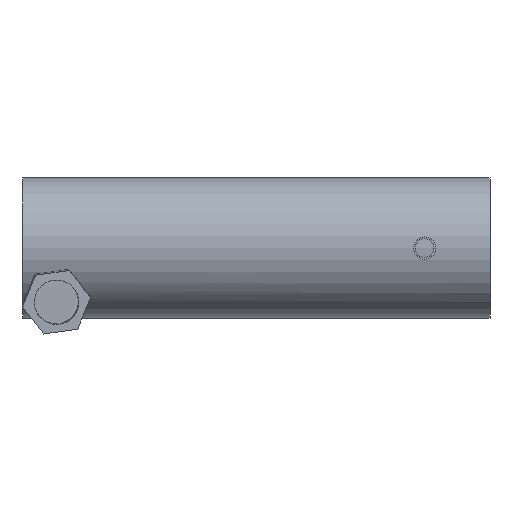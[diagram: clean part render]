
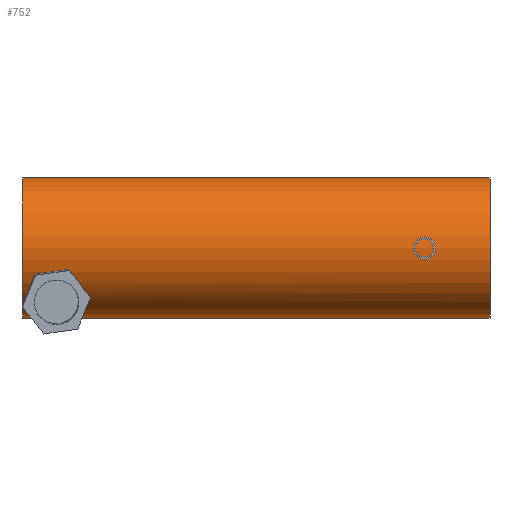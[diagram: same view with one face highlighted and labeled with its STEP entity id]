
A CAD part, front view. The second image highlights one B-rep face of the part: STEP entity #752.
In plain terms, the highlighted cylindrical face has radius 7.5 mm (diameter 15 mm), a full revolution.
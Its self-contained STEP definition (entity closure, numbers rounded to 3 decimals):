
#18=B_SPLINE_CURVE_WITH_KNOTS('',3,(#1372,#1373,#1374,#1375,#1376,#1377,
#1378,#1379,#1380,#1381,#1382),.UNSPECIFIED.,.T.,.F.,(1,1,1,1,1,1,1,1,1,
1,1,1,1,1,1),(-0.003,-0.002,-0.001,
0.,0.001,0.002,0.003,0.004,
0.005,0.006,0.007,0.007,
0.008,0.009,0.01),
 .UNSPECIFIED.);
#19=B_SPLINE_CURVE_WITH_KNOTS('',3,(#1384,#1385,#1386,#1387,#1388,#1389,
#1390,#1391,#1392,#1393,#1394,#1395,#1396,#1397,#1398,#1399,#1400,#1401,
#1402),.UNSPECIFIED.,.T.,.F.,(1,1,1,1,1,1,1,1,1,1,1,1,1,1,1,1,1,1,1,1,1,
1,1),(-0.004,-0.003,-0.001,0.,
0.001,0.003,0.004,0.005,
0.006,0.008,0.009,0.01,
0.011,0.013,0.014,0.015,
0.016,0.018,0.019,0.02,
0.021,0.023,0.024),.UNSPECIFIED.);
#140=CYLINDRICAL_SURFACE('',#938,7.5);
#276=ORIENTED_EDGE('',*,*,#357,.F.);
#277=ORIENTED_EDGE('',*,*,#358,.F.);
#278=ORIENTED_EDGE('',*,*,#359,.T.);
#279=ORIENTED_EDGE('',*,*,#355,.F.);
#355=EDGE_CURVE('',#418,#418,#465,.T.);
#357=EDGE_CURVE('',#420,#420,#18,.T.);
#358=EDGE_CURVE('',#421,#421,#19,.T.);
#359=EDGE_CURVE('',#422,#422,#467,.T.);
#418=VERTEX_POINT('',#1368);
#420=VERTEX_POINT('',#1383);
#421=VERTEX_POINT('',#1403);
#422=VERTEX_POINT('',#1405);
#465=CIRCLE('',#936,7.5);
#467=CIRCLE('',#939,7.5);
#555=EDGE_LOOP('',(#276));
#556=EDGE_LOOP('',(#277));
#557=EDGE_LOOP('',(#278));
#558=EDGE_LOOP('',(#279));
#655=FACE_BOUND('',#555,.T.);
#656=FACE_BOUND('',#556,.T.);
#657=FACE_BOUND('',#557,.T.);
#658=FACE_BOUND('',#558,.T.);
#752=ADVANCED_FACE('',(#655,#656,#657,#658),#140,.T.);
#936=AXIS2_PLACEMENT_3D('',#1367,#1168,#1169);
#938=AXIS2_PLACEMENT_3D('',#1371,#1172,#1173);
#939=AXIS2_PLACEMENT_3D('',#1404,#1174,#1175);
#1168=DIRECTION('',(1.,0.,0.));
#1169=DIRECTION('',(0.,0.,-1.));
#1172=DIRECTION('',(1.,0.,0.));
#1173=DIRECTION('',(0.,0.,-1.));
#1174=DIRECTION('',(1.,0.,0.));
#1175=DIRECTION('',(0.,0.,-1.));
#1367=CARTESIAN_POINT('',(-6.583,0.,0.));
#1368=CARTESIAN_POINT('',(-6.583,0.,-7.5));
#1371=CARTESIAN_POINT('',(0.,0.,0.));
#1372=CARTESIAN_POINT('',(-52.649,-6.447,-3.854));
#1373=CARTESIAN_POINT('',(-53.584,-6.629,-3.504));
#1374=CARTESIAN_POINT('',(-54.516,-6.447,-3.854));
#1375=CARTESIAN_POINT('',(-54.903,-5.929,-4.631));
#1376=CARTESIAN_POINT('',(-54.517,-5.299,-5.324));
#1377=CARTESIAN_POINT('',(-53.584,-5.004,-5.584));
#1378=CARTESIAN_POINT('',(-52.651,-5.298,-5.324));
#1379=CARTESIAN_POINT('',(-52.264,-5.928,-4.633));
#1380=CARTESIAN_POINT('',(-52.649,-6.447,-3.854));
#1381=CARTESIAN_POINT('',(-53.584,-6.629,-3.504));
#1382=CARTESIAN_POINT('',(-54.516,-6.447,-3.854));
#1383=CARTESIAN_POINT('',(-53.583,-6.568,-3.621));
#1384=CARTESIAN_POINT('',(-14.844,6.878,3.004));
#1385=CARTESIAN_POINT('',(-13.583,6.753,3.261));
#1386=CARTESIAN_POINT('',(-12.323,6.878,3.004));
#1387=CARTESIAN_POINT('',(-11.283,7.158,2.302));
#1388=CARTESIAN_POINT('',(-10.58,7.425,1.262));
#1389=CARTESIAN_POINT('',(-10.323,7.537,0.005));
#1390=CARTESIAN_POINT('',(-10.578,7.426,-1.259));
#1391=CARTESIAN_POINT('',(-11.283,7.158,-2.303));
#1392=CARTESIAN_POINT('',(-12.322,6.879,-3.003));
#1393=CARTESIAN_POINT('',(-13.578,6.753,-3.26));
#1394=CARTESIAN_POINT('',(-14.839,6.877,-3.006));
#1395=CARTESIAN_POINT('',(-15.884,7.158,-2.303));
#1396=CARTESIAN_POINT('',(-16.587,7.425,-1.261));
#1397=CARTESIAN_POINT('',(-16.844,7.537,-0.003));
#1398=CARTESIAN_POINT('',(-16.589,7.426,1.258));
#1399=CARTESIAN_POINT('',(-15.885,7.158,2.302));
#1400=CARTESIAN_POINT('',(-14.844,6.878,3.004));
#1401=CARTESIAN_POINT('',(-13.583,6.753,3.261));
#1402=CARTESIAN_POINT('',(-12.323,6.878,3.004));
#1403=CARTESIAN_POINT('',(-13.583,6.795,3.175));
#1404=CARTESIAN_POINT('',(-56.583,0.,0.));
#1405=CARTESIAN_POINT('',(-56.583,0.,-7.5));
